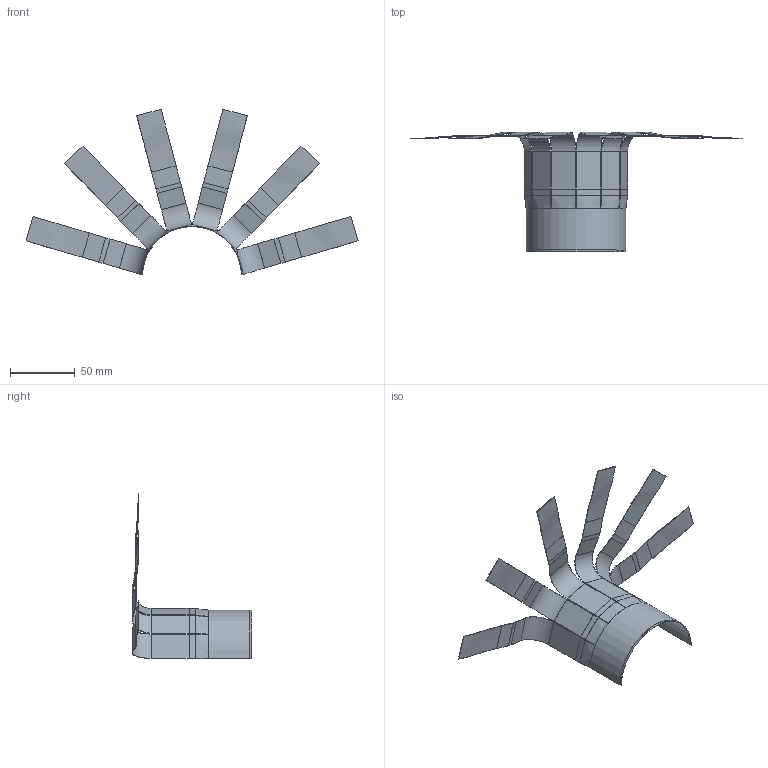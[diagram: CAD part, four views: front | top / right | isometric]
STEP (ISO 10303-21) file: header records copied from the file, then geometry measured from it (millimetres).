
FILE_DESCRIPTION(/* description */ (''),/* implementation_level */ '2;1');
FILE_NAME(/* name */ 'ePic-L0_FPC-hSide.v10_STRATO1e2-POLYMIDE.stp',/* time_stamp */ '2025-05-13T14:08:51+02:00',/* author */ (''),/* organization */ (''),/* preprocessor_version */ 'ST-DEVELOPER v19.4',/* originating_system */ 'SIEMENS PLM Software NX2306.5001',/* authorisation */ '');
FILE_SCHEMA (('AP203_CONFIGURATION_CONTROLLED_3D_DESIGN_OF_MECHANICAL_PARTS_AND_ASSEMBLIES_MIM_LF { 1 0 10303 403 2 1 2}'));
Length unit declared in the file: millimetre
Products named in the file (1): ePic-L0_FPC-hSide.v10_objects
Bounding box: 256.06 x 92.45 x 127.68 mm (x, y, z)
Volume: 6675.8 mm3; surface area: 84402.1 mm2
Topology: 26 solids, 26 shells, 340 faces, 784 edges, 496 vertices
Faces by surface type: plane 188, bspline 148, cylinder 4
Entity records: 12059 total; most frequent: CARTESIAN_POINT 5173, ORIENTED_EDGE 1568, DIRECTION 890, EDGE_CURVE 784, VERTEX_POINT 496, LINE 488, VECTOR 488, ADVANCED_FACE 340
